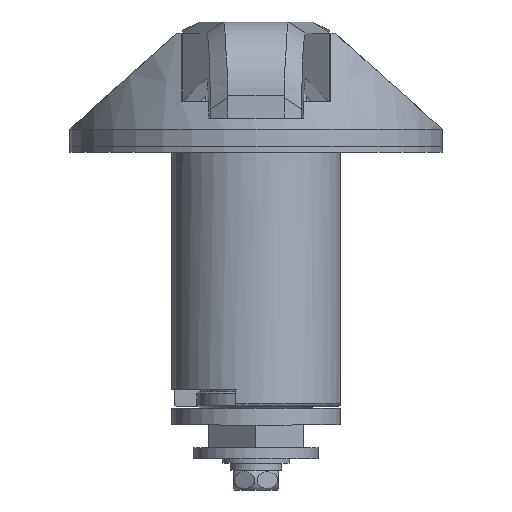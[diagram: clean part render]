
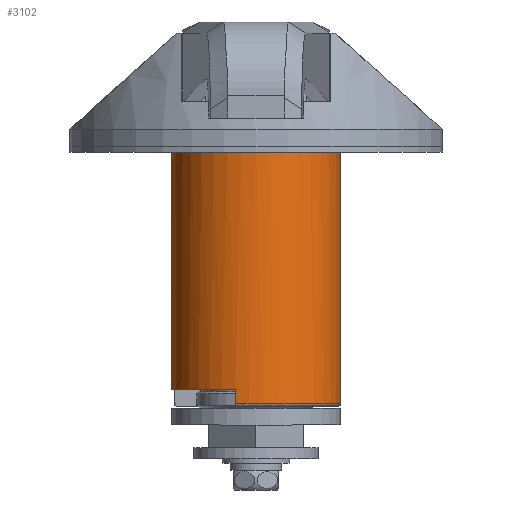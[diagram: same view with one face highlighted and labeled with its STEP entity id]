
A CAD part, front view. The second image highlights one B-rep face of the part: STEP entity #3102.
In plain terms, the highlighted cylindrical face has radius 15 mm (diameter 30 mm), a partial arc.
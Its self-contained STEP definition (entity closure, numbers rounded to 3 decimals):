
#3 = VERTEX_POINT ( 'NONE', #4408 ) ;
#316 = EDGE_LOOP ( 'NONE', ( #779, #780, #781, #783, #784, #782 ) ) ;
#779 = ORIENTED_EDGE ( 'NONE', *, *, #1386, .F. ) ;
#780 = ORIENTED_EDGE ( 'NONE', *, *, #1173, .F. ) ;
#781 = ORIENTED_EDGE ( 'NONE', *, *, #1185, .T. ) ;
#782 = ORIENTED_EDGE ( 'NONE', *, *, #1384, .F. ) ;
#783 = ORIENTED_EDGE ( 'NONE', *, *, #3043, .T. ) ;
#784 = ORIENTED_EDGE ( 'NONE', *, *, #1389, .T. ) ;
#1173 = EDGE_CURVE ( 'NONE', #3, #15883, #4268, .T. ) ;
#1185 = EDGE_CURVE ( 'NONE', #3, #15756, #4698, .T. ) ;
#1384 = EDGE_CURVE ( 'NONE', #15783, #15791, #5473, .T. ) ;
#1386 = EDGE_CURVE ( 'NONE', #15883, #15783, #5369, .T. ) ;
#1389 = EDGE_CURVE ( 'NONE', #15773, #15791, #5378, .T. ) ;
#3043 = EDGE_CURVE ( 'NONE', #15756, #15773, #5646, .T. ) ;
#3102 = ADVANCED_FACE ( 'NONE', ( #9050 ), #9053, .T. ) ;
#4268 = CIRCLE ( 'NONE', #15040, 15. ) ;
#4408 = CARTESIAN_POINT ( 'NONE',  ( -3.664, -14.546, -43. ) ) ;
#4658 = CARTESIAN_POINT ( 'NONE',  ( 0., 0., -43. ) ) ;
#4662 = DIRECTION ( 'NONE',  ( 0., 0., -1. ) ) ;
#4663 = DIRECTION ( 'NONE',  ( -1., 0., 0. ) ) ;
#4698 = LINE ( 'NONE', #4699, #15058 ) ;
#4699 = CARTESIAN_POINT ( 'NONE',  ( -3.664, -14.546, -43. ) ) ;
#4700 = DIRECTION ( 'NONE',  ( 0., 0., -1. ) ) ;
#5362 = CARTESIAN_POINT ( 'NONE',  ( 0., 0., -0.5 ) ) ;
#5363 = DIRECTION ( 'NONE',  ( 0., 0., 1. ) ) ;
#5364 = DIRECTION ( 'NONE',  ( 1., 0., 0. ) ) ;
#5369 = LINE ( 'NONE', #5370, #5936 ) ;
#5370 = CARTESIAN_POINT ( 'NONE',  ( -15., 0., 23.716 ) ) ;
#5371 = DIRECTION ( 'NONE',  ( 0., 0., 1. ) ) ;
#5378 = LINE ( 'NONE', #5379, #5939 ) ;
#5379 = CARTESIAN_POINT ( 'NONE',  ( 15., 0., 23.716 ) ) ;
#5380 = DIRECTION ( 'NONE',  ( 0., 0., 1. ) ) ;
#5473 = CIRCLE ( 'NONE', #5932, 15. ) ;
#5646 = CIRCLE ( 'NONE', #8918, 15. ) ;
#5932 = AXIS2_PLACEMENT_3D ( 'NONE', #5362, #5363, #5364 ) ;
#5936 = VECTOR ( 'NONE', #5371, 1000. ) ;
#5939 = VECTOR ( 'NONE', #5380, 1000. ) ;
#8337 = CARTESIAN_POINT ( 'NONE',  ( 0., 0., -45.5 ) ) ;
#8338 = DIRECTION ( 'NONE',  ( 0., 0., 1. ) ) ;
#8339 = DIRECTION ( 'NONE',  ( 1., 0., 0. ) ) ;
#8538 = CARTESIAN_POINT ( 'NONE',  ( 0., 0., 23.716 ) ) ;
#8539 = DIRECTION ( 'NONE',  ( 0., 0., 1. ) ) ;
#8540 = DIRECTION ( 'NONE',  ( 1., 0., 0. ) ) ;
#8918 = AXIS2_PLACEMENT_3D ( 'NONE', #8337, #8338, #8339 ) ;
#9050 = FACE_OUTER_BOUND ( 'NONE', #316, .T. ) ;
#9053 = CYLINDRICAL_SURFACE ( 'NONE', #9054, 15. ) ;
#9054 = AXIS2_PLACEMENT_3D ( 'NONE', #8538, #8539, #8540 ) ;
#14475 = CARTESIAN_POINT ( 'NONE',  ( -3.664, -14.546, -45.5 ) ) ;
#14492 = CARTESIAN_POINT ( 'NONE',  ( 15., 0., -45.5 ) ) ;
#14502 = CARTESIAN_POINT ( 'NONE',  ( -15., 0., -0.5 ) ) ;
#14510 = CARTESIAN_POINT ( 'NONE',  ( 15., 0., -0.5 ) ) ;
#14602 = CARTESIAN_POINT ( 'NONE',  ( -15., 0., -43. ) ) ;
#15040 = AXIS2_PLACEMENT_3D ( 'NONE', #4658, #4662, #4663 ) ;
#15058 = VECTOR ( 'NONE', #4700, 1000. ) ;
#15756 = VERTEX_POINT ( 'NONE', #14475 ) ;
#15773 = VERTEX_POINT ( 'NONE', #14492 ) ;
#15783 = VERTEX_POINT ( 'NONE', #14502 ) ;
#15791 = VERTEX_POINT ( 'NONE', #14510 ) ;
#15883 = VERTEX_POINT ( 'NONE', #14602 ) ;
